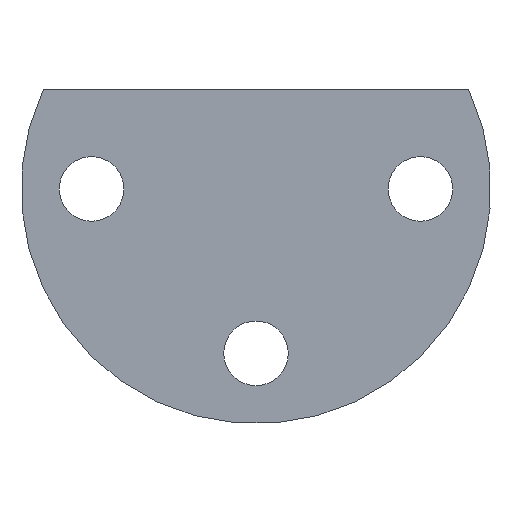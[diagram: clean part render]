
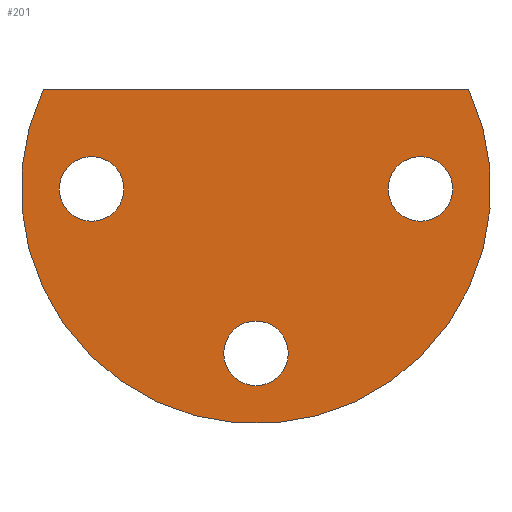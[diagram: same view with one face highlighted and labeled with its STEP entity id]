
A CAD part, left-side view. The second image highlights one B-rep face of the part: STEP entity #201.
In plain terms, the highlighted planar face has unit normal (-1, 0, 0).
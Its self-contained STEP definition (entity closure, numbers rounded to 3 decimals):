
#201 = ADVANCED_FACE( '', ( #417, #418, #419, #420 ), #421, .F. );
#417 = FACE_OUTER_BOUND( '', #674, .T. );
#418 = FACE_BOUND( '', #675, .T. );
#419 = FACE_BOUND( '', #676, .T. );
#420 = FACE_BOUND( '', #677, .T. );
#421 = PLANE( '', #678 );
#674 = EDGE_LOOP( '', ( #1014, #1015 ) );
#675 = EDGE_LOOP( '', ( #1016 ) );
#676 = EDGE_LOOP( '', ( #1017 ) );
#677 = EDGE_LOOP( '', ( #1018 ) );
#678 = AXIS2_PLACEMENT_3D( '', #1019, #1020, #1021 );
#1014 = ORIENTED_EDGE( '', *, *, #1505, .F. );
#1015 = ORIENTED_EDGE( '', *, *, #1506, .T. );
#1016 = ORIENTED_EDGE( '', *, *, #1507, .F. );
#1017 = ORIENTED_EDGE( '', *, *, #1508, .T. );
#1018 = ORIENTED_EDGE( '', *, *, #1509, .F. );
#1019 = CARTESIAN_POINT( '', ( 0., 0., 0. ) );
#1020 = DIRECTION( '', ( 1., 0., 0. ) );
#1021 = DIRECTION( '', ( 0., 0., -1. ) );
#1505 = EDGE_CURVE( '', #1777, #1778, #1779, .T. );
#1506 = EDGE_CURVE( '', #1777, #1778, #1780, .T. );
#1507 = EDGE_CURVE( '', #1781, #1781, #1782, .F. );
#1508 = EDGE_CURVE( '', #1783, #1783, #1784, .T. );
#1509 = EDGE_CURVE( '', #1785, #1785, #1786, .T. );
#1777 = VERTEX_POINT( '', #2257 );
#1778 = VERTEX_POINT( '', #2258 );
#1779 = CIRCLE( '', #2259, 40. );
#1780 = LINE( '', #2260, #2261 );
#1781 = VERTEX_POINT( '', #2262 );
#1782 = CIRCLE( '', #2263, 5.5 );
#1783 = VERTEX_POINT( '', #2264 );
#1784 = CIRCLE( '', #2265, 5.5 );
#1785 = VERTEX_POINT( '', #2266 );
#1786 = CIRCLE( '', #2267, 5.5 );
#2257 = CARTESIAN_POINT( '', ( 0., -36.208, 17. ) );
#2258 = CARTESIAN_POINT( '', ( 0., 36.208, 17. ) );
#2259 = AXIS2_PLACEMENT_3D( '', #2687, #2688, #2689 );
#2260 = CARTESIAN_POINT( '', ( 0., -42., 17. ) );
#2261 = VECTOR( '', #2690, 1000. );
#2262 = CARTESIAN_POINT( '', ( 0., 28., -5.5 ) );
#2263 = AXIS2_PLACEMENT_3D( '', #2691, #2692, #2693 );
#2264 = CARTESIAN_POINT( '', ( 0., 0., -33.5 ) );
#2265 = AXIS2_PLACEMENT_3D( '', #2694, #2695, #2696 );
#2266 = CARTESIAN_POINT( '', ( 0., -28., 5.5 ) );
#2267 = AXIS2_PLACEMENT_3D( '', #2697, #2698, #2699 );
#2687 = CARTESIAN_POINT( '', ( 0., 0., 0. ) );
#2688 = DIRECTION( '', ( 1., 0., 0. ) );
#2689 = DIRECTION( '', ( 0., 0., -1. ) );
#2690 = DIRECTION( '', ( 0., 1., 0. ) );
#2691 = CARTESIAN_POINT( '', ( 0., 28., 0. ) );
#2692 = DIRECTION( '', ( 1., 0., 0. ) );
#2693 = DIRECTION( '', ( 0., 0., -1. ) );
#2694 = CARTESIAN_POINT( '', ( 0., 0., -28. ) );
#2695 = DIRECTION( '', ( 1., 0., 0. ) );
#2696 = DIRECTION( '', ( 0., 0., -1. ) );
#2697 = CARTESIAN_POINT( '', ( 0., -28., 0. ) );
#2698 = DIRECTION( '', ( -1., 0., 0. ) );
#2699 = DIRECTION( '', ( 0., 0., 1. ) );
